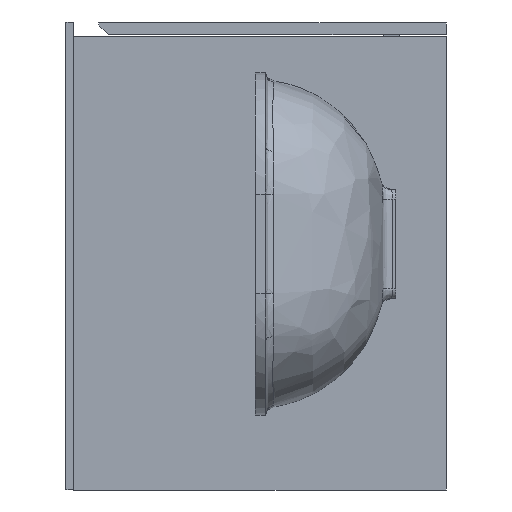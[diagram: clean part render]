
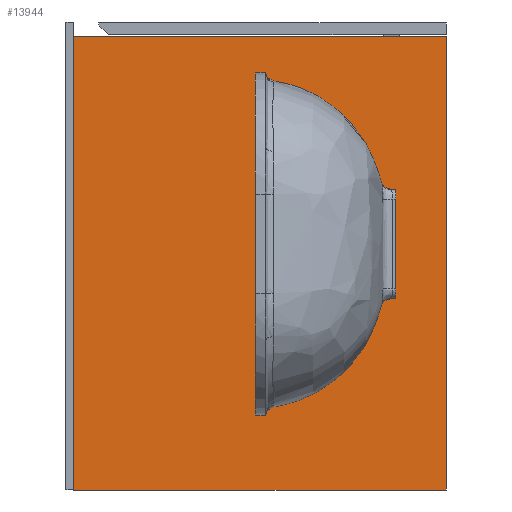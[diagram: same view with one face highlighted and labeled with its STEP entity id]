
A CAD part, left-side view. The second image highlights one B-rep face of the part: STEP entity #13944.
In plain terms, the highlighted planar face has unit normal (-1, 0, 0).
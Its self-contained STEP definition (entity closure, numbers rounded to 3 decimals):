
#920 = EDGE_CURVE ( 'NONE', #10677, #7937, #6989, .T. ) ;
#1983 = EDGE_CURVE ( 'NONE', #10677, #27242, #18267, .T. ) ;
#3070 = CARTESIAN_POINT ( 'NONE',  ( 2., 829.397, -470. ) ) ;
#3265 = ORIENTED_EDGE ( 'NONE', *, *, #1983, .T. ) ;
#5745 = LINE ( 'NONE', #14950, #9322 ) ;
#6805 = DIRECTION ( 'NONE',  ( 0., -1., 0. ) ) ;
#6988 = CARTESIAN_POINT ( 'NONE',  ( 2., 374., -470. ) ) ;
#6989 = LINE ( 'NONE', #16198, #14980 ) ;
#7158 = ORIENTED_EDGE ( 'NONE', *, *, #920, .F. ) ;
#7699 = DIRECTION ( 'NONE',  ( 0., 0., 1. ) ) ;
#7937 = VERTEX_POINT ( 'NONE', #11769 ) ;
#8497 = CARTESIAN_POINT ( 'NONE',  ( 2., 0., -15. ) ) ;
#9322 = VECTOR ( 'NONE', #24166, 1000. ) ;
#10609 = ORIENTED_EDGE ( 'NONE', *, *, #27800, .F. ) ;
#10677 = VERTEX_POINT ( 'NONE', #6988 ) ;
#10867 = CARTESIAN_POINT ( 'NONE',  ( 2., 0., -470. ) ) ;
#11399 = ORIENTED_EDGE ( 'NONE', *, *, #26879, .T. ) ;
#11769 = CARTESIAN_POINT ( 'NONE',  ( 2., 374., -15. ) ) ;
#12278 = DIRECTION ( 'NONE',  ( 1., 0., 0. ) ) ;
#13944 = ADVANCED_FACE ( 'NONE', ( #14543 ), #23761, .F. ) ;
#14543 = FACE_OUTER_BOUND ( 'NONE', #25473, .T. ) ;
#14546 = AXIS2_PLACEMENT_3D ( 'NONE', #3070, #12278, #21490 ) ;
#14950 = CARTESIAN_POINT ( 'NONE',  ( 2., 829.397, -15. ) ) ;
#14980 = VECTOR ( 'NONE', #25409, 1000. ) ;
#16198 = CARTESIAN_POINT ( 'NONE',  ( 2., 374., -470. ) ) ;
#18267 = LINE ( 'NONE', #27490, #27076 ) ;
#19177 = LINE ( 'NONE', #28392, #24273 ) ;
#21490 = DIRECTION ( 'NONE',  ( 0., 0., -1. ) ) ;
#23761 = PLANE ( 'NONE',  #14546 ) ;
#24166 = DIRECTION ( 'NONE',  ( 0., -1., 0. ) ) ;
#24273 = VECTOR ( 'NONE', #7699, 1000. ) ;
#25409 = DIRECTION ( 'NONE',  ( 0., 0., 1. ) ) ;
#25473 = EDGE_LOOP ( 'NONE', ( #7158, #3265, #11399, #10609 ) ) ;
#26879 = EDGE_CURVE ( 'NONE', #27242, #29688, #19177, .T. ) ;
#27076 = VECTOR ( 'NONE', #6805, 1000. ) ;
#27242 = VERTEX_POINT ( 'NONE', #10867 ) ;
#27490 = CARTESIAN_POINT ( 'NONE',  ( 2., 829.397, -470. ) ) ;
#27800 = EDGE_CURVE ( 'NONE', #7937, #29688, #5745, .T. ) ;
#28392 = CARTESIAN_POINT ( 'NONE',  ( 2., 0., -470. ) ) ;
#29688 = VERTEX_POINT ( 'NONE', #8497 ) ;
